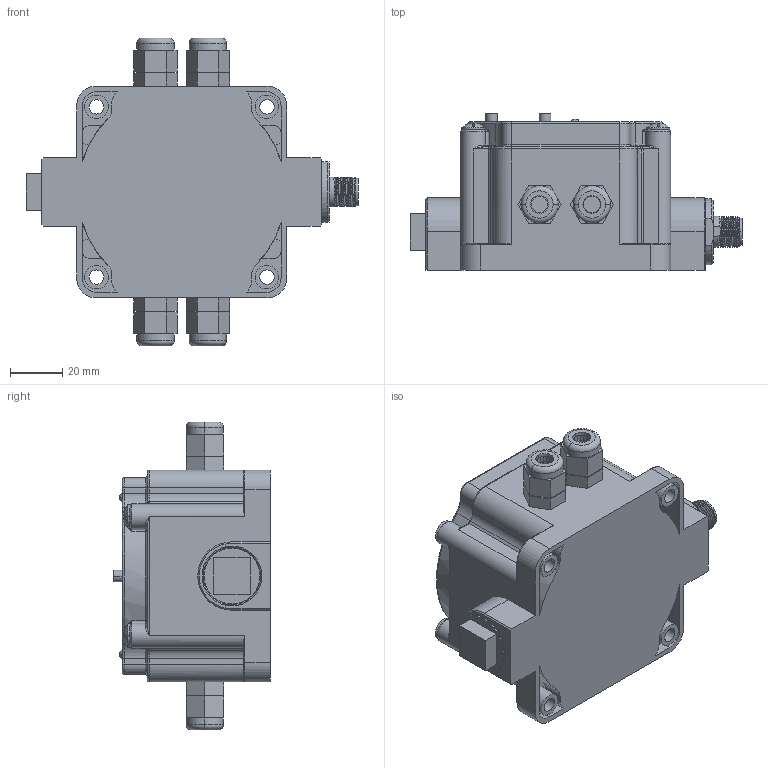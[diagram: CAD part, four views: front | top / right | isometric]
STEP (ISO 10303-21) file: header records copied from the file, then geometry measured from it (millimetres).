
FILE_DESCRIPTION((''),'2;1');
FILE_NAME('139775_SW','2008-06-04T',('banengservice'),('BANNER ENGINEERING'),'PRO/ENGINEER BY PARAMETRIC TECHNOLOGY CORPORATION, 2006170','PRO/ENGINEER BY PARAMETRIC TECHNOLOGY CORPORATION, 2006170','');
FILE_SCHEMA(('CONFIG_CONTROL_DESIGN'));
Products named in the file (1): 139775_SW
Bounding box: 126.71 x 59.79 x 117.43 mm (x, y, z)
Volume: 134123.3 mm3; surface area: 101885.7 mm2
Topology: 1 solids, 7 shells, 1932 faces, 4941 edges, 3184 vertices
Faces by surface type: plane 861, cylinder 620, torus 178, bspline 154, cone 81, sphere 38
Entity records: 96014 total; most frequent: CARTESIAN_POINT 49460, ORIENTED_EDGE 9866, DIRECTION 9473, EDGE_CURVE 4933, AXIS2_PLACEMENT_3D 3490, VERTEX_POINT 3184, VECTOR 2493, LINE 2493
